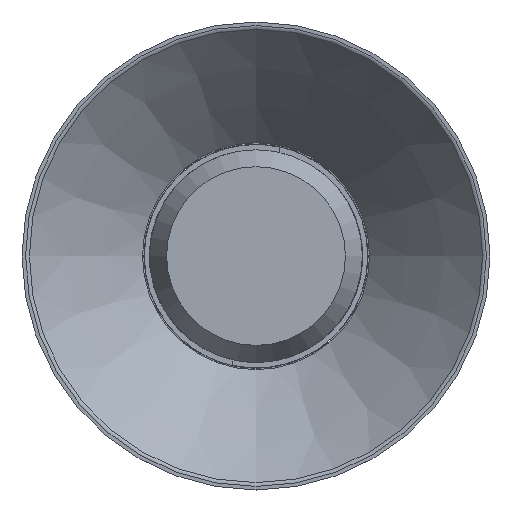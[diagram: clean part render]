
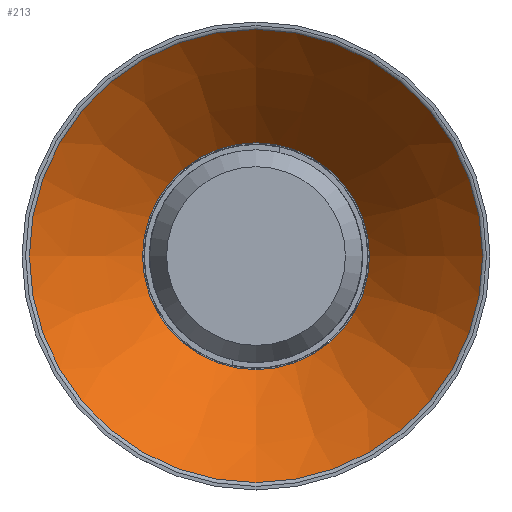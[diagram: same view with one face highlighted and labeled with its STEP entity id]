
A CAD part, top view. The second image highlights one B-rep face of the part: STEP entity #213.
In plain terms, the highlighted conical face has half-angle 41.376 degrees and reference radius 53.746 mm.
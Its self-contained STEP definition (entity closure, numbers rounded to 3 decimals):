
#213=ADVANCED_FACE('',(#327,#328),#329,.F.);
#327=FACE_BOUND('',#2396,.T.);
#328=FACE_OUTER_BOUND('',#2397,.T.);
#329=CONICAL_SURFACE('',#2398,53.746,0.722);
#2396=EDGE_LOOP('',(#2721));
#2397=EDGE_LOOP('',(#2722));
#2398=AXIS2_PLACEMENT_3D('',#2723,#2724,#2725);
#2721=ORIENTED_EDGE('',*,*,#2856,.T.);
#2722=ORIENTED_EDGE('',*,*,#2857,.F.);
#2723=CARTESIAN_POINT('',(0.0,0.0,35.914));
#2724=DIRECTION('',(-0.0,-0.0,1.0));
#2725=DIRECTION('',(1.0,0.0,0.0));
#2856=EDGE_CURVE('',#3020,#3020,#3021,.T.);
#2857=EDGE_CURVE('',#3022,#3022,#3023,.T.);
#3020=VERTEX_POINT('',#3399);
#3021=CIRCLE('',#3400,26.911);
#3022=VERTEX_POINT('',#3401);
#3023=CIRCLE('',#3402,53.746);
#3399=CARTESIAN_POINT('',(-26.911,0.0,5.45));
#3400=AXIS2_PLACEMENT_3D('',#3589,#3590,#3591);
#3401=CARTESIAN_POINT('',(-53.746,0.0,35.914));
#3402=AXIS2_PLACEMENT_3D('',#3592,#3593,#3594);
#3589=CARTESIAN_POINT('',(0.0,0.0,5.45));
#3590=DIRECTION('',(0.0,0.0,-1.0));
#3591=DIRECTION('',(-1.0,0.0,0.0));
#3592=CARTESIAN_POINT('',(0.0,0.0,35.914));
#3593=DIRECTION('',(0.0,0.0,-1.0));
#3594=DIRECTION('',(-1.0,0.0,0.0));
